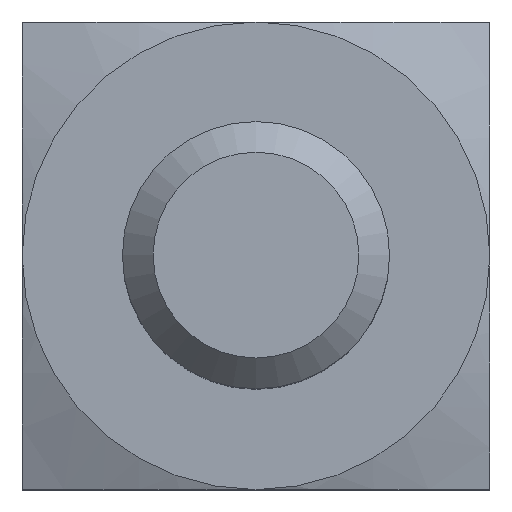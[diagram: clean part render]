
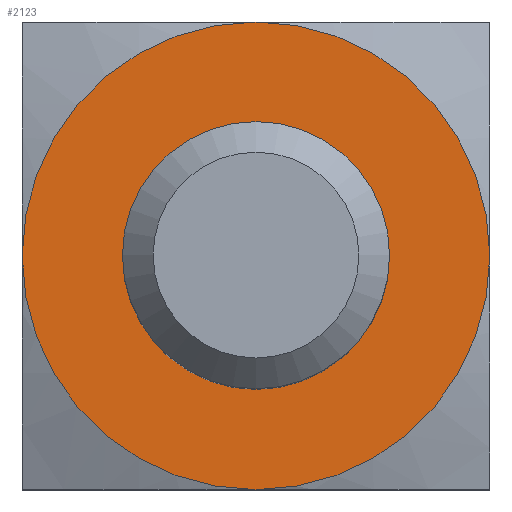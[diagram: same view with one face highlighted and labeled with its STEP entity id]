
A CAD part, top view. The second image highlights one B-rep face of the part: STEP entity #2123.
In plain terms, the highlighted planar face has unit normal (0, 0, 1).
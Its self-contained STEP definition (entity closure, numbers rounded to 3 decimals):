
#21=CIRCLE('',#2219,3.5);
#24=CIRCLE('',#2225,2.);
#25=CIRCLE('',#2227,3.5);
#26=CIRCLE('',#2228,3.5);
#27=CIRCLE('',#2229,3.5);
#92=ORIENTED_EDGE('',*,*,#482,.F.);
#93=ORIENTED_EDGE('',*,*,#483,.F.);
#94=ORIENTED_EDGE('',*,*,#484,.F.);
#95=ORIENTED_EDGE('',*,*,#477,.F.);
#96=ORIENTED_EDGE('',*,*,#481,.F.);
#477=EDGE_CURVE('',#669,#672,#21,.T.);
#481=EDGE_CURVE('',#675,#675,#24,.T.);
#482=EDGE_CURVE('',#666,#669,#25,.T.);
#483=EDGE_CURVE('',#663,#666,#26,.T.);
#484=EDGE_CURVE('',#672,#663,#27,.T.);
#663=VERTEX_POINT('',#2750);
#666=VERTEX_POINT('',#2774);
#669=VERTEX_POINT('',#2798);
#672=VERTEX_POINT('',#2814);
#675=VERTEX_POINT('',#2832);
#1165=EDGE_LOOP('',(#92,#93,#94,#95));
#1166=EDGE_LOOP('',(#96));
#1271=FACE_BOUND('',#1165,.T.);
#1272=FACE_BOUND('',#1166,.T.);
#1372=PLANE('',#2226);
#2123=ADVANCED_FACE('',(#1271,#1272),#1372,.T.);
#2219=AXIS2_PLACEMENT_3D('',#2813,#2357,#2358);
#2225=AXIS2_PLACEMENT_3D('',#2831,#2369,#2370);
#2226=AXIS2_PLACEMENT_3D('',#2833,#2371,#2372);
#2227=AXIS2_PLACEMENT_3D('',#2834,#2373,#2374);
#2228=AXIS2_PLACEMENT_3D('',#2835,#2375,#2376);
#2229=AXIS2_PLACEMENT_3D('',#2836,#2377,#2378);
#2357=DIRECTION('',(0.,0.,-1.));
#2358=DIRECTION('',(-1.,0.,0.));
#2369=DIRECTION('',(0.,0.,1.));
#2370=DIRECTION('',(1.,0.,0.));
#2371=DIRECTION('',(0.,0.,1.));
#2372=DIRECTION('',(1.,0.,0.));
#2373=DIRECTION('',(0.,0.,-1.));
#2374=DIRECTION('',(-1.,0.,0.));
#2375=DIRECTION('',(0.,0.,-1.));
#2376=DIRECTION('',(-1.,0.,0.));
#2377=DIRECTION('',(0.,0.,-1.));
#2378=DIRECTION('',(-1.,0.,0.));
#2750=CARTESIAN_POINT('',(0.,3.5,3.));
#2774=CARTESIAN_POINT('',(3.5,0.,3.));
#2798=CARTESIAN_POINT('',(0.,-3.5,3.));
#2813=CARTESIAN_POINT('',(0.,0.,3.));
#2814=CARTESIAN_POINT('',(-3.5,0.,3.));
#2831=CARTESIAN_POINT('',(0.,0.,3.));
#2832=CARTESIAN_POINT('',(2.,0.,3.));
#2833=CARTESIAN_POINT('',(-3.5,-3.5,3.));
#2834=CARTESIAN_POINT('',(0.,0.,3.));
#2835=CARTESIAN_POINT('',(0.,0.,3.));
#2836=CARTESIAN_POINT('',(0.,0.,3.));
